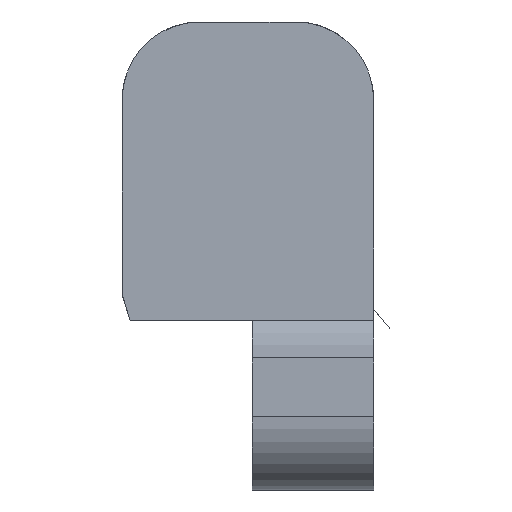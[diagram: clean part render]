
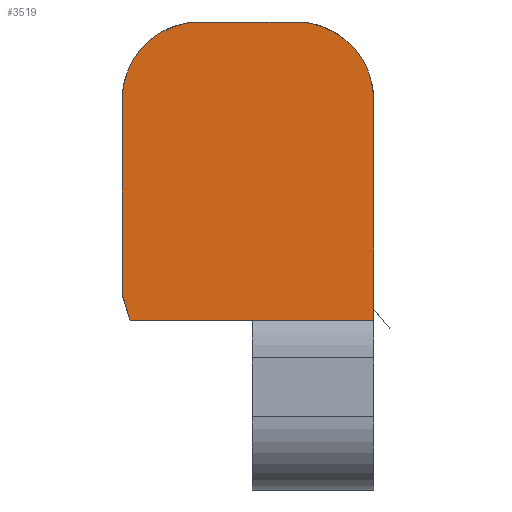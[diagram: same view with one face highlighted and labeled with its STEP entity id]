
A CAD part, front view. The second image highlights one B-rep face of the part: STEP entity #3519.
In plain terms, the highlighted planar face has unit normal (0, -1, 0).
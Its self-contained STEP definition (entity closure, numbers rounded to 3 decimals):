
#184=CIRCLE('',#3824,18.5);
#189=CIRCLE('',#3837,18.5);
#399=FACE_OUTER_BOUND('',#603,.T.);
#603=EDGE_LOOP('',(#3085,#3086,#3087,#3088,#3089,#3090,#3091));
#848=LINE('',#5552,#1212);
#862=LINE('',#5588,#1226);
#957=LINE('',#5801,#1321);
#962=LINE('',#5811,#1326);
#972=LINE('',#5834,#1336);
#1212=VECTOR('',#4517,10.);
#1226=VECTOR('',#4549,10.);
#1321=VECTOR('',#4742,10.);
#1326=VECTOR('',#4753,10.);
#1336=VECTOR('',#4779,10.);
#1601=VERTEX_POINT('',#5549);
#1602=VERTEX_POINT('',#5551);
#1614=VERTEX_POINT('',#5585);
#1615=VERTEX_POINT('',#5587);
#1681=VERTEX_POINT('',#5789);
#1684=VERTEX_POINT('',#5799);
#1686=VERTEX_POINT('',#5810);
#2033=EDGE_CURVE('',#1602,#1601,#848,.T.);
#2051=EDGE_CURVE('',#1614,#1615,#862,.T.);
#2155=EDGE_CURVE('',#1681,#1601,#184,.T.);
#2161=EDGE_CURVE('',#1681,#1684,#957,.T.);
#2166=EDGE_CURVE('',#1686,#1615,#962,.T.);
#2178=EDGE_CURVE('',#1686,#1684,#189,.T.);
#2179=EDGE_CURVE('',#1614,#1602,#972,.T.);
#3085=ORIENTED_EDGE('',*,*,#2051,.F.);
#3086=ORIENTED_EDGE('',*,*,#2179,.T.);
#3087=ORIENTED_EDGE('',*,*,#2033,.T.);
#3088=ORIENTED_EDGE('',*,*,#2155,.F.);
#3089=ORIENTED_EDGE('',*,*,#2161,.T.);
#3090=ORIENTED_EDGE('',*,*,#2178,.F.);
#3091=ORIENTED_EDGE('',*,*,#2166,.T.);
#3348=PLANE('',#3839);
#3519=ADVANCED_FACE('',(#399),#3348,.T.);
#3824=AXIS2_PLACEMENT_3D('',#5791,#4731,#4732);
#3837=AXIS2_PLACEMENT_3D('',#5832,#4775,#4776);
#3839=AXIS2_PLACEMENT_3D('',#5835,#4780,#4781);
#4517=DIRECTION('',(0.,0.,1.));
#4549=DIRECTION('',(-0.294,0.,0.956));
#4731=DIRECTION('center_axis',(0.,1.,0.));
#4732=DIRECTION('ref_axis',(0.707,0.,0.707));
#4742=DIRECTION('',(-1.,0.,0.));
#4753=DIRECTION('',(0.,0.,-1.));
#4775=DIRECTION('center_axis',(0.,1.,0.));
#4776=DIRECTION('ref_axis',(-0.707,0.,0.707));
#4779=DIRECTION('',(1.,0.,0.));
#4780=DIRECTION('center_axis',(0.,-1.,0.));
#4781=DIRECTION('ref_axis',(0.,0.,-1.));
#5549=CARTESIAN_POINT('',(-3.114,-33.,54.635));
#5551=CARTESIAN_POINT('',(-3.114,-33.,2.));
#5552=CARTESIAN_POINT('',(-3.114,-33.,31.135));
#5585=CARTESIAN_POINT('',(-61.226,-33.,2.));
#5587=CARTESIAN_POINT('',(-63.114,-33.,8.135));
#5588=CARTESIAN_POINT('',(-64.049,-33.,11.174));
#5789=CARTESIAN_POINT('',(-21.614,-33.,73.135));
#5791=CARTESIAN_POINT('Origin',(-21.614,-33.,54.635));
#5799=CARTESIAN_POINT('',(-44.614,-33.,73.135));
#5801=CARTESIAN_POINT('',(-33.114,-33.,73.135));
#5810=CARTESIAN_POINT('',(-63.114,-33.,54.635));
#5811=CARTESIAN_POINT('',(-63.114,-33.,31.135));
#5832=CARTESIAN_POINT('Origin',(-44.614,-33.,54.635));
#5834=CARTESIAN_POINT('',(-33.114,-33.,2.));
#5835=CARTESIAN_POINT('Origin',(-33.114,-33.,31.135));
